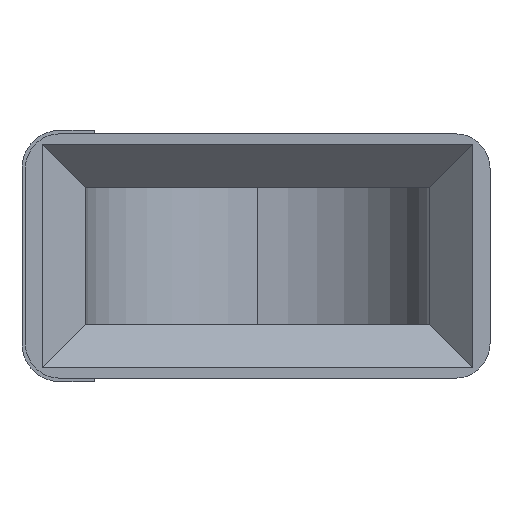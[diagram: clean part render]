
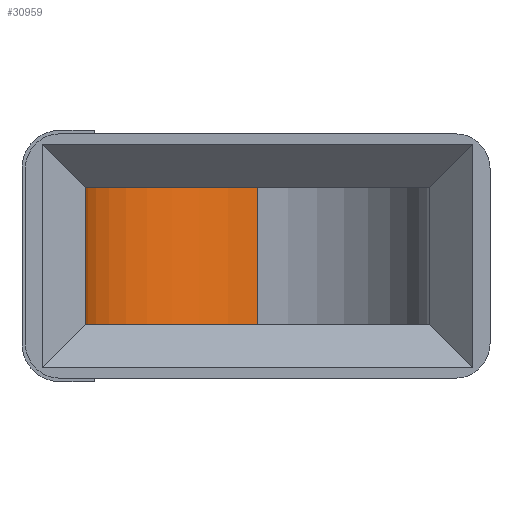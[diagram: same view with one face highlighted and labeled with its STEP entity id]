
A CAD part, left-side view. The second image highlights one B-rep face of the part: STEP entity #30959.
In plain terms, the highlighted cylindrical face has radius 10 mm (diameter 20 mm), a partial arc.
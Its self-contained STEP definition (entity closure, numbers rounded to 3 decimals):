
#1427 = VERTEX_POINT ( 'NONE', #35714 ) ;
#1892 = VERTEX_POINT ( 'NONE', #22971 ) ;
#4581 = AXIS2_PLACEMENT_3D ( 'NONE', #8207, #17613, #5053 ) ;
#5053 = DIRECTION ( 'NONE',  ( 1., 0., 0. ) ) ;
#5465 = CARTESIAN_POINT ( 'NONE',  ( 106., 13.5, -4. ) ) ;
#5478 = AXIS2_PLACEMENT_3D ( 'NONE', #5583, #27463, #30519 ) ;
#5583 = CARTESIAN_POINT ( 'NONE',  ( 96., 13.5, -4. ) ) ;
#8207 = CARTESIAN_POINT ( 'NONE',  ( 96., 13.5, -4. ) ) ;
#8312 = CARTESIAN_POINT ( 'NONE',  ( 96., 13.5, 4. ) ) ;
#8624 = FACE_OUTER_BOUND ( 'NONE', #31945, .T. ) ;
#9212 = EDGE_CURVE ( 'NONE', #1892, #26798, #15162, .T. ) ;
#11337 = DIRECTION ( 'NONE',  ( 0., 0., 1. ) ) ;
#12039 = ORIENTED_EDGE ( 'NONE', *, *, #25389, .F. ) ;
#14104 = CIRCLE ( 'NONE', #26386, 10. ) ;
#14839 = EDGE_CURVE ( 'NONE', #1427, #25430, #29107, .T. ) ;
#15162 = LINE ( 'NONE', #16755, #24596 ) ;
#15545 = CARTESIAN_POINT ( 'NONE',  ( 96., 23.5, 4. ) ) ;
#15991 = ORIENTED_EDGE ( 'NONE', *, *, #14839, .T. ) ;
#16755 = CARTESIAN_POINT ( 'NONE',  ( 96., 23.5, -4. ) ) ;
#17613 = DIRECTION ( 'NONE',  ( 0., 0., 1. ) ) ;
#20617 = DIRECTION ( 'NONE',  ( 0., 0., 1. ) ) ;
#21989 = CYLINDRICAL_SURFACE ( 'NONE', #4581, 10. ) ;
#22282 = ORIENTED_EDGE ( 'NONE', *, *, #23516, .T. ) ;
#22971 = CARTESIAN_POINT ( 'NONE',  ( 96., 23.5, -4. ) ) ;
#23516 = EDGE_CURVE ( 'NONE', #25430, #26798, #14104, .T. ) ;
#24596 = VECTOR ( 'NONE', #20617, 1000. ) ;
#25389 = EDGE_CURVE ( 'NONE', #1427, #1892, #39185, .T. ) ;
#25430 = VERTEX_POINT ( 'NONE', #40582 ) ;
#26386 = AXIS2_PLACEMENT_3D ( 'NONE', #8312, #11337, #39590 ) ;
#26798 = VERTEX_POINT ( 'NONE', #15545 ) ;
#27311 = ORIENTED_EDGE ( 'NONE', *, *, #9212, .F. ) ;
#27463 = DIRECTION ( 'NONE',  ( 0., 0., 1. ) ) ;
#27477 = DIRECTION ( 'NONE',  ( 0., 0., 1. ) ) ;
#29107 = LINE ( 'NONE', #5465, #38442 ) ;
#30519 = DIRECTION ( 'NONE',  ( -1., 0., 0. ) ) ;
#30959 = ADVANCED_FACE ( 'NONE', ( #8624 ), #21989, .F. ) ;
#31945 = EDGE_LOOP ( 'NONE', ( #12039, #15991, #22282, #27311 ) ) ;
#35714 = CARTESIAN_POINT ( 'NONE',  ( 106., 13.5, -4. ) ) ;
#38442 = VECTOR ( 'NONE', #27477, 1000. ) ;
#39185 = CIRCLE ( 'NONE', #5478, 10. ) ;
#39590 = DIRECTION ( 'NONE',  ( -1., 0., 0. ) ) ;
#40582 = CARTESIAN_POINT ( 'NONE',  ( 106., 13.5, 4. ) ) ;
